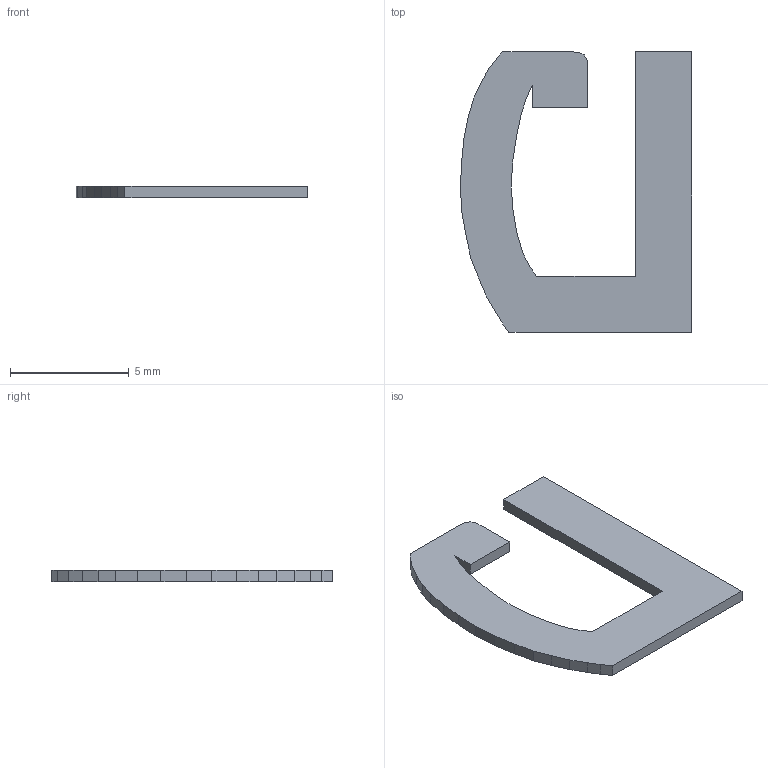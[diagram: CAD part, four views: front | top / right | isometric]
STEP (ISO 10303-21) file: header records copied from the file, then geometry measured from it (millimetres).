
FILE_DESCRIPTION(('FreeCAD Model'),'2;1');
FILE_NAME('p.step','2016-05-27T14:18:26',('Author'),(''), 'Open CASCADE STEP processor 6.8','FreeCAD','Unknown');
FILE_SCHEMA(('AUTOMOTIVE_DESIGN_CC2 { 1 2 10303 214 -1 1 5 4 }'));
Length unit declared in the file: millimetre
Products named in the file (2): ASSEMBLY; Extrude
Assembly tree (1 placements, depth 2):
  ASSEMBLY
    Extrude
Bounding box: 9.75 x 11.84 x 0.5 mm (x, y, z)
Volume: 34 mm3; surface area: 168.9 mm2
Topology: 1 solids, 1 shells, 41 faces, 117 edges, 78 vertices
Faces by surface type: extrusion 39, plane 2
Entity records: 2754 total; most frequent: CARTESIAN_POINT 667, DIRECTION 242, ORIENTED_EDGE 234, VECTOR 234, PCURVE 234, DEFINITIONAL_REPRESENTATION 234, LINE 195, B_SPLINE_CURVE_WITH_KNOTS 195
